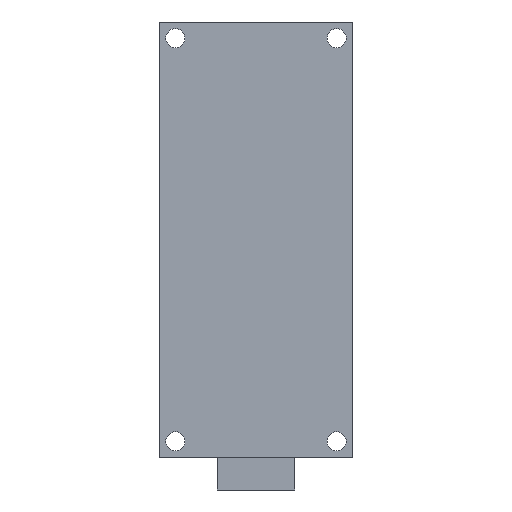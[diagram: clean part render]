
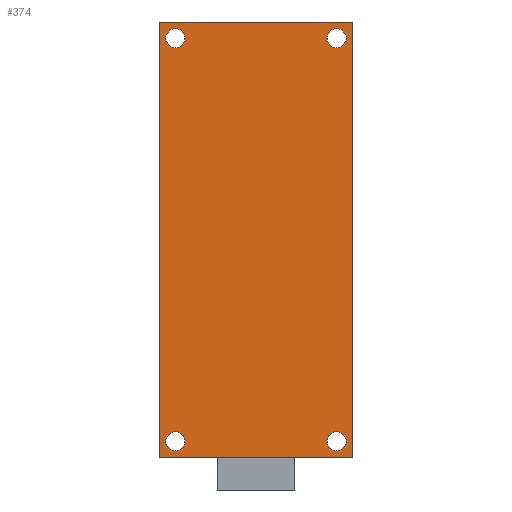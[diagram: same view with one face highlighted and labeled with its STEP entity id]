
A CAD part, front view. The second image highlights one B-rep face of the part: STEP entity #374.
In plain terms, the highlighted planar face has unit normal (0, -1, 0).
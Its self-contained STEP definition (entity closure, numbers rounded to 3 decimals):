
#23=FACE_BOUND('',#81,.T.);
#24=FACE_BOUND('',#82,.T.);
#25=FACE_BOUND('',#83,.T.);
#26=FACE_BOUND('',#84,.T.);
#32=PLANE('',#420);
#54=FACE_OUTER_BOUND('',#80,.T.);
#80=EDGE_LOOP('',(#305,#306,#307,#308));
#81=EDGE_LOOP('',(#309));
#82=EDGE_LOOP('',(#310));
#83=EDGE_LOOP('',(#311));
#84=EDGE_LOOP('',(#312));
#101=LINE('',#563,#141);
#105=LINE('',#571,#145);
#108=LINE('',#577,#148);
#111=LINE('',#582,#151);
#141=VECTOR('',#465,10.);
#145=VECTOR('',#471,10.);
#148=VECTOR('',#476,10.);
#151=VECTOR('',#481,10.);
#178=CIRCLE('',#405,1.5);
#180=CIRCLE('',#408,1.5);
#182=CIRCLE('',#411,1.5);
#184=CIRCLE('',#414,1.5);
#186=VERTEX_POINT('',#539);
#188=VERTEX_POINT('',#545);
#190=VERTEX_POINT('',#551);
#192=VERTEX_POINT('',#557);
#193=VERTEX_POINT('',#561);
#194=VERTEX_POINT('',#562);
#197=VERTEX_POINT('',#570);
#199=VERTEX_POINT('',#576);
#219=EDGE_CURVE('',#186,#186,#178,.T.);
#222=EDGE_CURVE('',#188,#188,#180,.T.);
#225=EDGE_CURVE('',#190,#190,#182,.T.);
#228=EDGE_CURVE('',#192,#192,#184,.T.);
#229=EDGE_CURVE('',#193,#194,#101,.T.);
#233=EDGE_CURVE('',#197,#193,#105,.T.);
#236=EDGE_CURVE('',#199,#197,#108,.T.);
#239=EDGE_CURVE('',#194,#199,#111,.T.);
#305=ORIENTED_EDGE('',*,*,#239,.F.);
#306=ORIENTED_EDGE('',*,*,#229,.F.);
#307=ORIENTED_EDGE('',*,*,#233,.F.);
#308=ORIENTED_EDGE('',*,*,#236,.F.);
#309=ORIENTED_EDGE('',*,*,#228,.F.);
#310=ORIENTED_EDGE('',*,*,#225,.F.);
#311=ORIENTED_EDGE('',*,*,#222,.F.);
#312=ORIENTED_EDGE('',*,*,#219,.F.);
#374=ADVANCED_FACE('',(#54,#23,#24,#25,#26),#32,.F.);
#405=AXIS2_PLACEMENT_3D('',#541,#440,#441);
#408=AXIS2_PLACEMENT_3D('',#547,#447,#448);
#411=AXIS2_PLACEMENT_3D('',#553,#454,#455);
#414=AXIS2_PLACEMENT_3D('',#559,#461,#462);
#420=AXIS2_PLACEMENT_3D('',#585,#485,#486);
#440=DIRECTION('center_axis',(0.,-1.,0.));
#441=DIRECTION('ref_axis',(1.,0.,0.));
#447=DIRECTION('center_axis',(0.,-1.,0.));
#448=DIRECTION('ref_axis',(1.,0.,0.));
#454=DIRECTION('center_axis',(0.,-1.,0.));
#455=DIRECTION('ref_axis',(1.,0.,0.));
#461=DIRECTION('center_axis',(0.,-1.,0.));
#462=DIRECTION('ref_axis',(1.,0.,0.));
#465=DIRECTION('',(-1.,0.,0.));
#471=DIRECTION('',(0.,0.,-1.));
#476=DIRECTION('',(1.,0.,0.));
#481=DIRECTION('',(0.,0.,1.));
#485=DIRECTION('center_axis',(0.,1.,0.));
#486=DIRECTION('ref_axis',(1.,0.,0.));
#539=CARTESIAN_POINT('',(1.04,0.,-2.54));
#541=CARTESIAN_POINT('Origin',(2.54,0.,-2.54));
#545=CARTESIAN_POINT('',(26.44,0.,-66.04));
#547=CARTESIAN_POINT('Origin',(27.94,0.,-66.04));
#551=CARTESIAN_POINT('',(26.44,0.,-2.54));
#553=CARTESIAN_POINT('Origin',(27.94,0.,-2.54));
#557=CARTESIAN_POINT('',(1.04,0.,-66.04));
#559=CARTESIAN_POINT('Origin',(2.54,0.,-66.04));
#561=CARTESIAN_POINT('',(30.48,0.,-68.58));
#562=CARTESIAN_POINT('',(0.,0.,-68.58));
#563=CARTESIAN_POINT('',(30.48,0.,-68.58));
#570=CARTESIAN_POINT('',(30.48,0.,0.));
#571=CARTESIAN_POINT('',(30.48,0.,0.));
#576=CARTESIAN_POINT('',(0.,0.,0.));
#577=CARTESIAN_POINT('',(0.,0.,0.));
#582=CARTESIAN_POINT('',(0.,0.,-68.58));
#585=CARTESIAN_POINT('Origin',(15.24,0.,-34.29));
